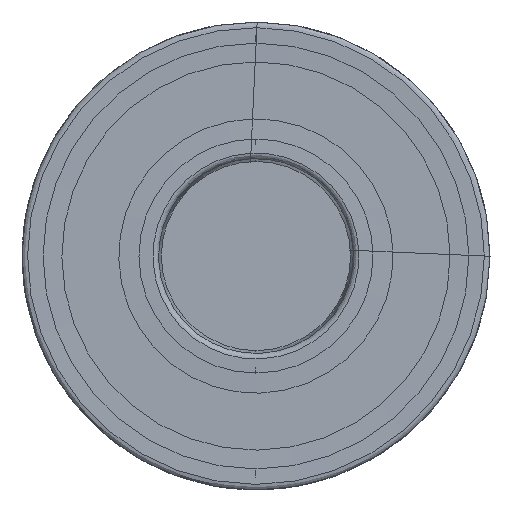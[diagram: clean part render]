
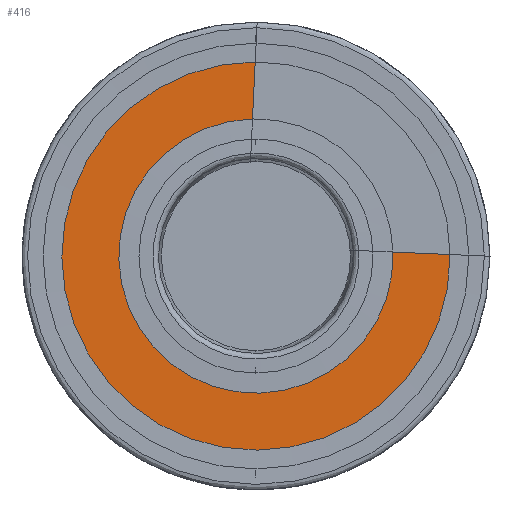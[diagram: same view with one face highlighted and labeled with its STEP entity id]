
A CAD part, left-side view. The second image highlights one B-rep face of the part: STEP entity #416.
In plain terms, the highlighted planar face has unit normal (-1, 0, 0).
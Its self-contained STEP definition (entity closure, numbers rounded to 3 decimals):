
#32 = VECTOR ( 'NONE', #647, 1000. ) ;
#78 = EDGE_CURVE ( 'NONE', #1069, #2055, #825, .T. ) ;
#88 = DIRECTION ( 'NONE',  ( 0., 0., -1. ) ) ;
#99 = EDGE_CURVE ( 'NONE', #1820, #1033, #434, .T. ) ;
#101 = CARTESIAN_POINT ( 'NONE',  ( 0.058, 0.242, 9.666 ) ) ;
#337 = DIRECTION ( 'NONE',  ( 1., 0., 0. ) ) ;
#416 = ADVANCED_FACE ( 'NONE', ( #1258 ), #1810, .F. ) ;
#434 = CIRCLE ( 'NONE', #1773, 9.669 ) ;
#532 = EDGE_CURVE ( 'NONE', #1820, #1069, #2320, .T. ) ;
#536 = DIRECTION ( 'NONE',  ( 1., 0., 0. ) ) ;
#647 = DIRECTION ( 'NONE',  ( 0., -0.048, 0.999 ) ) ;
#714 = AXIS2_PLACEMENT_3D ( 'NONE', #2385, #836, #88 ) ;
#825 = CIRCLE ( 'NONE', #1512, 13.685 ) ;
#836 = DIRECTION ( 'NONE',  ( 1., 0., 0. ) ) ;
#856 = DIRECTION ( 'NONE',  ( 0., -0.999, -0.044 ) ) ;
#896 = ORIENTED_EDGE ( 'NONE', *, *, #99, .T. ) ;
#910 = DIRECTION ( 'NONE',  ( 0., -1., 0.008 ) ) ;
#956 = CARTESIAN_POINT ( 'NONE',  ( 0.058, 0., 0. ) ) ;
#1033 = VERTEX_POINT ( 'NONE', #101 ) ;
#1069 = VERTEX_POINT ( 'NONE', #2373 ) ;
#1114 = CARTESIAN_POINT ( 'NONE',  ( 0.058, 0., 0. ) ) ;
#1202 = EDGE_CURVE ( 'NONE', #1033, #2055, #2430, .T. ) ;
#1258 = FACE_OUTER_BOUND ( 'NONE', #1723, .T. ) ;
#1263 = CARTESIAN_POINT ( 'NONE',  ( 0.058, -9.665, 0.281 ) ) ;
#1406 = CARTESIAN_POINT ( 'NONE',  ( 0.058, 0.242, 9.666 ) ) ;
#1436 = CARTESIAN_POINT ( 'NONE',  ( 0.058, -9.665, 0.281 ) ) ;
#1437 = ORIENTED_EDGE ( 'NONE', *, *, #532, .F. ) ;
#1512 = AXIS2_PLACEMENT_3D ( 'NONE', #956, #536, #910 ) ;
#1525 = VECTOR ( 'NONE', #856, 1000. ) ;
#1565 = CARTESIAN_POINT ( 'NONE',  ( 0.058, 0.051, 13.685 ) ) ;
#1681 = DIRECTION ( 'NONE',  ( 0., -1., 0.029 ) ) ;
#1723 = EDGE_LOOP ( 'NONE', ( #2159, #1437, #896, #2340 ) ) ;
#1773 = AXIS2_PLACEMENT_3D ( 'NONE', #1114, #337, #1681 ) ;
#1810 = PLANE ( 'NONE',  #714 ) ;
#1820 = VERTEX_POINT ( 'NONE', #1263 ) ;
#2055 = VERTEX_POINT ( 'NONE', #1565 ) ;
#2159 = ORIENTED_EDGE ( 'NONE', *, *, #78, .F. ) ;
#2320 = LINE ( 'NONE', #1436, #1525 ) ;
#2340 = ORIENTED_EDGE ( 'NONE', *, *, #1202, .T. ) ;
#2373 = CARTESIAN_POINT ( 'NONE',  ( 0.058, -13.685, 0.105 ) ) ;
#2385 = CARTESIAN_POINT ( 'NONE',  ( 0.058, -9.665, 0.281 ) ) ;
#2430 = LINE ( 'NONE', #1406, #32 ) ;
